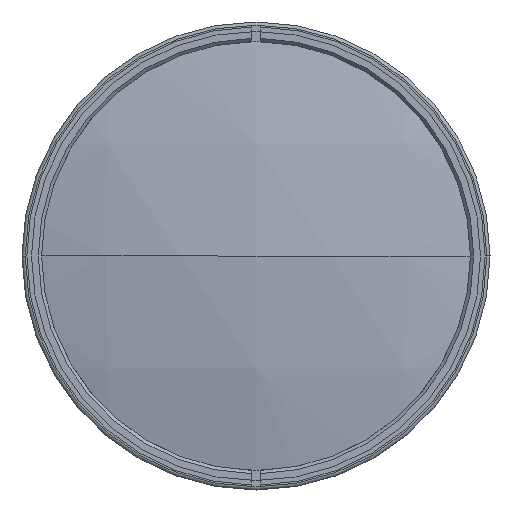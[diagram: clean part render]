
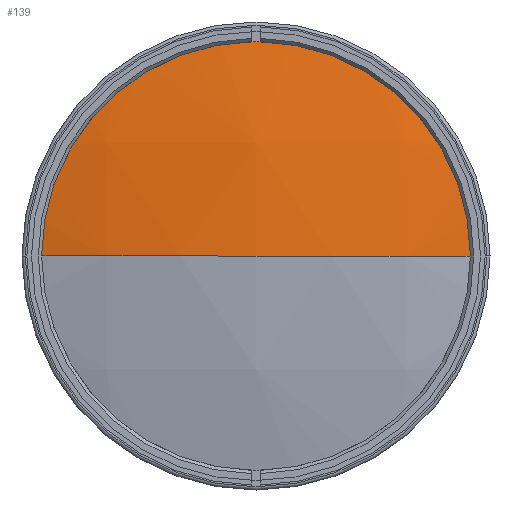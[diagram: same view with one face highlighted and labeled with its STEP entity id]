
A CAD part, left-side view. The second image highlights one B-rep face of the part: STEP entity #139.
In plain terms, the highlighted spherical face has radius 300.64 mm.
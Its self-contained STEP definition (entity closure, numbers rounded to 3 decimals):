
#13 = EDGE_CURVE ( 'NONE', #2848, #2895, #2608, .T. ) ;
#17 = DIRECTION ( 'NONE',  ( 0., 0., -1. ) ) ;
#33 = SPHERICAL_SURFACE ( 'NONE', #2031, 300.64 ) ;
#139 = ADVANCED_FACE ( 'NONE', ( #1159 ), #33, .T. ) ;
#234 = AXIS2_PLACEMENT_3D ( 'NONE', #1665, #3057, #17 ) ;
#545 = CARTESIAN_POINT ( 'NONE',  ( -275.872, -68.5, 0. ) ) ;
#924 = CARTESIAN_POINT ( 'NONE',  ( 16.86, 0., 0. ) ) ;
#996 = EDGE_CURVE ( 'NONE', #3002, #2895, #2958, .T. ) ;
#1025 = AXIS2_PLACEMENT_3D ( 'NONE', #2169, #3267, #1888 ) ;
#1159 = FACE_OUTER_BOUND ( 'NONE', #1835, .T. ) ;
#1327 = CIRCLE ( 'NONE', #234, 68.5 ) ;
#1665 = CARTESIAN_POINT ( 'NONE',  ( -275.872, 0., 0. ) ) ;
#1726 = ORIENTED_EDGE ( 'NONE', *, *, #996, .T. ) ;
#1729 = DIRECTION ( 'NONE',  ( 0., -1., 0. ) ) ;
#1806 = ORIENTED_EDGE ( 'NONE', *, *, #13, .F. ) ;
#1835 = EDGE_LOOP ( 'NONE', ( #3019, #1726, #1806 ) ) ;
#1888 = DIRECTION ( 'NONE',  ( 0., 1., 0. ) ) ;
#2031 = AXIS2_PLACEMENT_3D ( 'NONE', #2535, #2401, #3556 ) ;
#2169 = CARTESIAN_POINT ( 'NONE',  ( 16.86, 0., 0. ) ) ;
#2225 = CARTESIAN_POINT ( 'NONE',  ( -283.78, 0., 0. ) ) ;
#2291 = CARTESIAN_POINT ( 'NONE',  ( -275.872, 68.5, 0. ) ) ;
#2401 = DIRECTION ( 'NONE',  ( 0., 0., 1. ) ) ;
#2488 = EDGE_CURVE ( 'NONE', #2848, #3002, #1327, .T. ) ;
#2535 = CARTESIAN_POINT ( 'NONE',  ( 16.86, 0., 0. ) ) ;
#2608 = CIRCLE ( 'NONE', #1025, 300.64 ) ;
#2848 = VERTEX_POINT ( 'NONE', #545 ) ;
#2895 = VERTEX_POINT ( 'NONE', #2225 ) ;
#2958 = CIRCLE ( 'NONE', #3413, 300.64 ) ;
#3002 = VERTEX_POINT ( 'NONE', #2291 ) ;
#3019 = ORIENTED_EDGE ( 'NONE', *, *, #2488, .T. ) ;
#3057 = DIRECTION ( 'NONE',  ( -1., 0., 0. ) ) ;
#3267 = DIRECTION ( 'NONE',  ( 0., 0., -1. ) ) ;
#3413 = AXIS2_PLACEMENT_3D ( 'NONE', #924, #3428, #1729 ) ;
#3428 = DIRECTION ( 'NONE',  ( 0., 0., 1. ) ) ;
#3556 = DIRECTION ( 'NONE',  ( 0., -1., 0. ) ) ;
